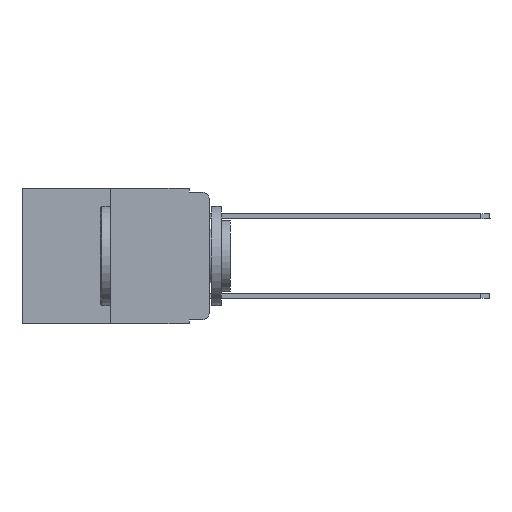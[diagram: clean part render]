
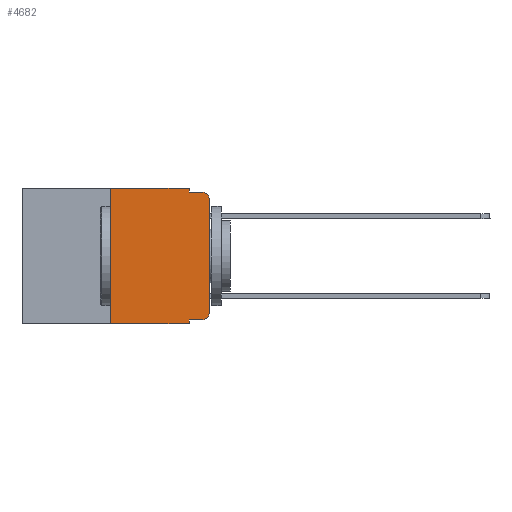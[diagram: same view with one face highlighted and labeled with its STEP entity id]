
A CAD part, left-side view. The second image highlights one B-rep face of the part: STEP entity #4682.
In plain terms, the highlighted planar face has unit normal (-1, 0, 0).
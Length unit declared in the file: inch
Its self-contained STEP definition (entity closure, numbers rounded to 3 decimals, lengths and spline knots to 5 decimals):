
#37 = ORIENTED_EDGE ( 'NONE', *, *, #12646, .F. ) ;
#45 = DIRECTION ( 'NONE',  ( 0., -1., 0. ) ) ;
#167 = ORIENTED_EDGE ( 'NONE', *, *, #3624, .T. ) ;
#209 = EDGE_LOOP ( 'NONE', ( #2500, #4204, #9751, #37, #7239, #5918, #167, #10192, #10110, #12322 ) ) ;
#217 = VECTOR ( 'NONE', #45, 39.37008 ) ;
#387 = FACE_OUTER_BOUND ( 'NONE', #209, .T. ) ;
#759 = CARTESIAN_POINT ( 'NONE',  ( 0., 0., -0.313 ) ) ;
#888 = VECTOR ( 'NONE', #1624, 39.37008 ) ;
#1073 = DIRECTION ( 'NONE',  ( 0., 0., -1. ) ) ;
#1212 = VERTEX_POINT ( 'NONE', #11556 ) ;
#1358 = CARTESIAN_POINT ( 'NONE',  ( 0., 0.473, 0. ) ) ;
#1425 = CARTESIAN_POINT ( 'NONE',  ( 0., 0.02, -0.333 ) ) ;
#1483 = AXIS2_PLACEMENT_3D ( 'NONE', #11228, #1580, #1512 ) ;
#1512 = DIRECTION ( 'NONE',  ( 0., 0., -1. ) ) ;
#1580 = DIRECTION ( 'NONE',  ( 1., 0., 0. ) ) ;
#1624 = DIRECTION ( 'NONE',  ( 0., 0., -1. ) ) ;
#1693 = CIRCLE ( 'NONE', #10601, 0.02 ) ;
#1733 = VERTEX_POINT ( 'NONE', #4760 ) ;
#2040 = DIRECTION ( 'NONE',  ( 0., 0., -1. ) ) ;
#2409 = LINE ( 'NONE', #10459, #5520 ) ;
#2500 = ORIENTED_EDGE ( 'NONE', *, *, #8548, .T. ) ;
#2570 = VERTEX_POINT ( 'NONE', #5386 ) ;
#2774 = VECTOR ( 'NONE', #13067, 39.37008 ) ;
#2905 = EDGE_CURVE ( 'NONE', #8133, #6731, #1693, .T. ) ;
#3270 = CARTESIAN_POINT ( 'NONE',  ( 0., 0.051, -0.01 ) ) ;
#3507 = CARTESIAN_POINT ( 'NONE',  ( 0., 0.02, -0.03 ) ) ;
#3624 = EDGE_CURVE ( 'NONE', #10979, #8053, #8021, .T. ) ;
#3824 = EDGE_CURVE ( 'NONE', #1733, #1212, #8408, .T. ) ;
#3928 = AXIS2_PLACEMENT_3D ( 'NONE', #10239, #4970, #1073 ) ;
#3962 = CARTESIAN_POINT ( 'NONE',  ( 0., 0.25, -0.343 ) ) ;
#4204 = ORIENTED_EDGE ( 'NONE', *, *, #2905, .T. ) ;
#4224 = EDGE_CURVE ( 'NONE', #2570, #7423, #9269, .T. ) ;
#4375 = DIRECTION ( 'NONE',  ( 0., 0., -1. ) ) ;
#4559 = PLANE ( 'NONE',  #1483 ) ;
#4667 = VECTOR ( 'NONE', #10384, 39.37008 ) ;
#4682 = ADVANCED_FACE ( 'NONE', ( #387 ), #4559, .F. ) ;
#4760 = CARTESIAN_POINT ( 'NONE',  ( 0., 0.25, 0. ) ) ;
#4970 = DIRECTION ( 'NONE',  ( -1., 0., 0. ) ) ;
#5386 = CARTESIAN_POINT ( 'NONE',  ( 0., 0.051, -0.333 ) ) ;
#5520 = VECTOR ( 'NONE', #7196, 39.37008 ) ;
#5523 = LINE ( 'NONE', #7729, #888 ) ;
#5918 = ORIENTED_EDGE ( 'NONE', *, *, #12834, .F. ) ;
#6352 = DIRECTION ( 'NONE',  ( -1., 0., 0. ) ) ;
#6731 = VERTEX_POINT ( 'NONE', #9158 ) ;
#7196 = DIRECTION ( 'NONE',  ( 0., 0., 1. ) ) ;
#7239 = ORIENTED_EDGE ( 'NONE', *, *, #3824, .F. ) ;
#7423 = VERTEX_POINT ( 'NONE', #1425 ) ;
#7660 = VECTOR ( 'NONE', #2040, 39.37008 ) ;
#7729 = CARTESIAN_POINT ( 'NONE',  ( 0., 0.051, 0. ) ) ;
#7941 = LINE ( 'NONE', #12983, #7660 ) ;
#7972 = LINE ( 'NONE', #12009, #10710 ) ;
#7991 = CARTESIAN_POINT ( 'NONE',  ( 0., 0.051, -0.343 ) ) ;
#8021 = LINE ( 'NONE', #9014, #217 ) ;
#8053 = VERTEX_POINT ( 'NONE', #7991 ) ;
#8133 = VERTEX_POINT ( 'NONE', #9973 ) ;
#8158 = LINE ( 'NONE', #10154, #2774 ) ;
#8176 = CIRCLE ( 'NONE', #3928, 0.02 ) ;
#8408 = LINE ( 'NONE', #1358, #9542 ) ;
#8548 = EDGE_CURVE ( 'NONE', #9914, #8133, #7972, .T. ) ;
#8771 = DIRECTION ( 'NONE',  ( 0., 0., 1. ) ) ;
#9014 = CARTESIAN_POINT ( 'NONE',  ( 0., 0.473, -0.343 ) ) ;
#9158 = CARTESIAN_POINT ( 'NONE',  ( 0., 0.02, -0.01 ) ) ;
#9269 = LINE ( 'NONE', #10452, #4667 ) ;
#9542 = VECTOR ( 'NONE', #11318, 39.37008 ) ;
#9751 = ORIENTED_EDGE ( 'NONE', *, *, #12240, .F. ) ;
#9852 = VERTEX_POINT ( 'NONE', #3270 ) ;
#9914 = VERTEX_POINT ( 'NONE', #759 ) ;
#9973 = CARTESIAN_POINT ( 'NONE',  ( 0., 0., -0.03 ) ) ;
#10110 = ORIENTED_EDGE ( 'NONE', *, *, #4224, .T. ) ;
#10154 = CARTESIAN_POINT ( 'NONE',  ( 0., 0.051, -0.01 ) ) ;
#10192 = ORIENTED_EDGE ( 'NONE', *, *, #12923, .F. ) ;
#10239 = CARTESIAN_POINT ( 'NONE',  ( 0., 0.02, -0.313 ) ) ;
#10384 = DIRECTION ( 'NONE',  ( 0., -1., 0. ) ) ;
#10452 = CARTESIAN_POINT ( 'NONE',  ( 0., 0.051, -0.333 ) ) ;
#10459 = CARTESIAN_POINT ( 'NONE',  ( 0., 0.25, 0. ) ) ;
#10469 = EDGE_CURVE ( 'NONE', #7423, #9914, #8176, .T. ) ;
#10601 = AXIS2_PLACEMENT_3D ( 'NONE', #3507, #6352, #4375 ) ;
#10710 = VECTOR ( 'NONE', #8771, 39.37008 ) ;
#10979 = VERTEX_POINT ( 'NONE', #3962 ) ;
#11228 = CARTESIAN_POINT ( 'NONE',  ( 0., 0.473, 0. ) ) ;
#11318 = DIRECTION ( 'NONE',  ( 0., -1., 0. ) ) ;
#11556 = CARTESIAN_POINT ( 'NONE',  ( 0., 0.051, 0. ) ) ;
#12009 = CARTESIAN_POINT ( 'NONE',  ( 0., 0., 0. ) ) ;
#12240 = EDGE_CURVE ( 'NONE', #9852, #6731, #8158, .T. ) ;
#12322 = ORIENTED_EDGE ( 'NONE', *, *, #10469, .T. ) ;
#12646 = EDGE_CURVE ( 'NONE', #1212, #9852, #7941, .T. ) ;
#12834 = EDGE_CURVE ( 'NONE', #10979, #1733, #2409, .T. ) ;
#12923 = EDGE_CURVE ( 'NONE', #2570, #8053, #5523, .T. ) ;
#12983 = CARTESIAN_POINT ( 'NONE',  ( 0., 0.051, 0. ) ) ;
#13067 = DIRECTION ( 'NONE',  ( 0., -1., 0. ) ) ;
